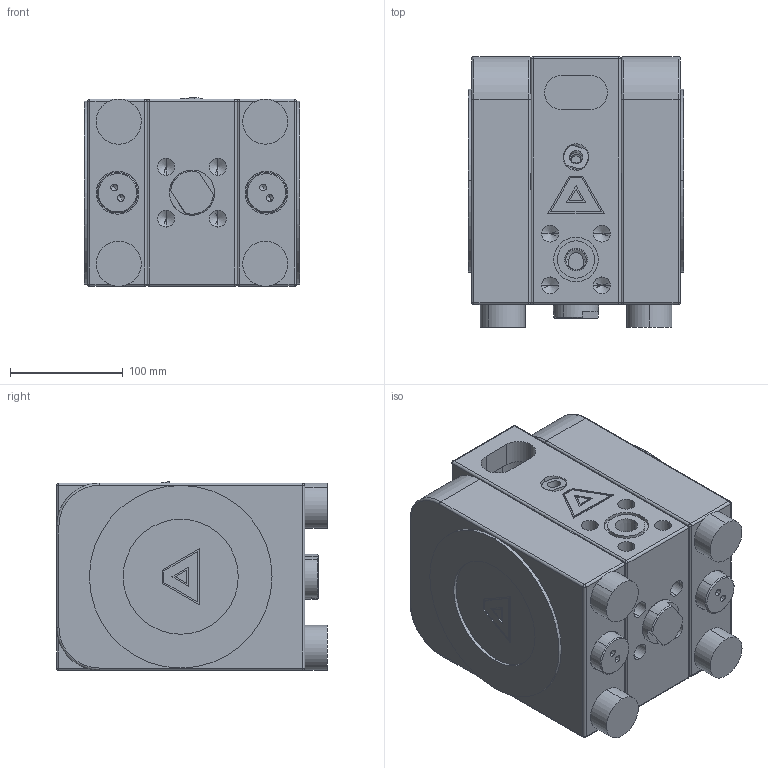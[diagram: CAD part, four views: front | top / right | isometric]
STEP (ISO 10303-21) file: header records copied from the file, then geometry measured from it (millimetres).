
FILE_DESCRIPTION (( 'STEP AP203' ), '1' );
FILE_NAME ('E15-俋倛芞-3D.STEP', '2026-01-16T05:48:29', ( '' ), ( '' ), 'SwSTEP 2.0', 'SolidWorks 2022', '' );
FILE_SCHEMA (( 'CONFIG_CONTROL_DESIGN' ));
Length unit declared in the file: millimetre
Products named in the file (17): 7 15 A09-Cover - 开模确认_Basic; 1 15 947.-Air inlet_Basic; Shock absorbers_Basic; 7 15 A17-Plug, side housing_Basic; 7 15 A15-Valve stop，discharge valve_Basic; 7 15 A19-Plug, center housing_Basic; E15-外形图-3D; 7 15 A10-Side housing_Basic; 1 15 A45-Muffler_Basic; 7 15 A11-Center housing_Basic
Assembly tree (16 placements, depth 2):
  E15-外形图-3D
    7 15 A11-Center housing_Basic
    7 15 A10-Side housing_Basic
    7 15 A10-Side housing_Basic
    Shock absorbers_Basic
    Shock absorbers_Basic
    Shock absorbers_Basic
    Shock absorbers_Basic
    7 15 A15-Valve stop，discharge valve_Basic
    7 15 A15-Valve stop，discharge valve_Basic
    7 15 A17-Plug, side housing_Basic
    7 15 A19-Plug, center housing_Basic
    7 15 A17-Plug, side housing_Basic
    7 15 A09-Cover - 开模确认_Basic
    7 15 A09-Cover - 开模确认_Basic
    1 15 947.-Air inlet_Basic
    1 15 A45-Muffler_Basic
Bounding box: 191 x 240 x 167.27 mm (x, y, z)
Volume: 1154331.1 mm3; surface area: 558808.6 mm2
Topology: 20 solids, 20 shells, 784 faces, 1967 edges, 1230 vertices
Faces by surface type: plane 334, cylinder 265, cone 93, bspline 38, torus 38, sphere 16
Entity records: 27627 total; most frequent: CARTESIAN_POINT 7407, ORIENTED_EDGE 3834, DIRECTION 3810, EDGE_CURVE 1917, AXIS2_PLACEMENT_3D 1394, VERTEX_POINT 1230, LINE 1022, VECTOR 1022
